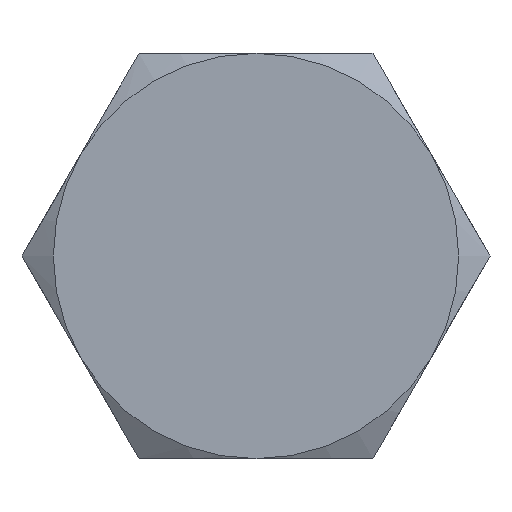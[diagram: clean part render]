
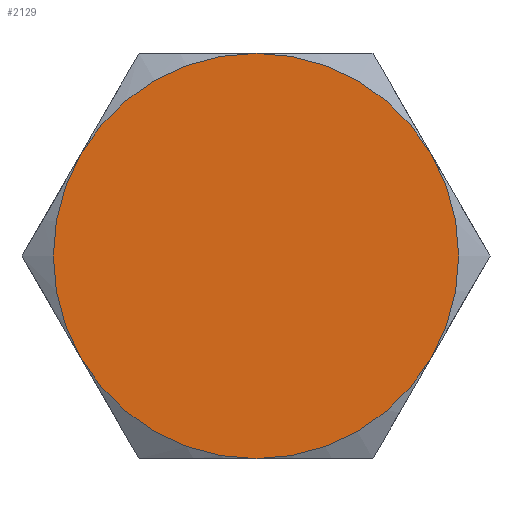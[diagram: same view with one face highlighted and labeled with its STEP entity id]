
A CAD part, front view. The second image highlights one B-rep face of the part: STEP entity #2129.
In plain terms, the highlighted planar face has unit normal (0, -1, 0).
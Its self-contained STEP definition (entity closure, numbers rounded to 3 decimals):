
#89=PLANE('',#2263);
#128=CIRCLE('',#2225,25.);
#129=CIRCLE('',#2227,25.);
#142=CIRCLE('',#2250,25.);
#143=CIRCLE('',#2252,25.);
#144=CIRCLE('',#2254,25.);
#145=CIRCLE('',#2256,25.);
#261=FACE_OUTER_BOUND('',#382,.T.);
#382=EDGE_LOOP('',(#1963,#1964,#1965,#1966,#1967,#1968));
#1001=VERTEX_POINT('',#7426);
#1002=VERTEX_POINT('',#7430);
#1003=VERTEX_POINT('',#7436);
#1004=VERTEX_POINT('',#7437);
#1017=VERTEX_POINT('',#7487);
#1019=VERTEX_POINT('',#7494);
#1298=EDGE_CURVE('',#1001,#1002,#128,.T.);
#1300=EDGE_CURVE('',#1003,#1004,#129,.T.);
#1321=EDGE_CURVE('',#1004,#1017,#142,.T.);
#1324=EDGE_CURVE('',#1019,#1003,#143,.T.);
#1328=EDGE_CURVE('',#1002,#1019,#144,.T.);
#1331=EDGE_CURVE('',#1017,#1001,#145,.T.);
#1963=ORIENTED_EDGE('',*,*,#1321,.F.);
#1964=ORIENTED_EDGE('',*,*,#1300,.F.);
#1965=ORIENTED_EDGE('',*,*,#1324,.F.);
#1966=ORIENTED_EDGE('',*,*,#1328,.F.);
#1967=ORIENTED_EDGE('',*,*,#1298,.F.);
#1968=ORIENTED_EDGE('',*,*,#1331,.F.);
#2129=ADVANCED_FACE('',(#261),#89,.T.);
#2225=AXIS2_PLACEMENT_3D('',#7431,#2602,#2603);
#2227=AXIS2_PLACEMENT_3D('',#7438,#2606,#2607);
#2250=AXIS2_PLACEMENT_3D('',#7488,#2657,#2658);
#2252=AXIS2_PLACEMENT_3D('',#7498,#2661,#2662);
#2254=AXIS2_PLACEMENT_3D('',#7510,#2665,#2666);
#2256=AXIS2_PLACEMENT_3D('',#7519,#2669,#2670);
#2263=AXIS2_PLACEMENT_3D('',#7544,#2695,#2696);
#2602=DIRECTION('center_axis',(0.,1.,0.));
#2603=DIRECTION('ref_axis',(-1.,0.,0.));
#2606=DIRECTION('center_axis',(0.,1.,0.));
#2607=DIRECTION('ref_axis',(-1.,0.,0.));
#2657=DIRECTION('center_axis',(0.,1.,0.));
#2658=DIRECTION('ref_axis',(-1.,0.,0.));
#2661=DIRECTION('center_axis',(0.,1.,0.));
#2662=DIRECTION('ref_axis',(-1.,0.,0.));
#2665=DIRECTION('center_axis',(0.,1.,0.));
#2666=DIRECTION('ref_axis',(-1.,0.,0.));
#2669=DIRECTION('center_axis',(0.,1.,0.));
#2670=DIRECTION('ref_axis',(-1.,0.,0.));
#2695=DIRECTION('center_axis',(0.,-1.,0.));
#2696=DIRECTION('ref_axis',(0.,0.,1.));
#7426=CARTESIAN_POINT('',(-41.851,0.,-12.5));
#7430=CARTESIAN_POINT('',(-41.851,0.,12.5));
#7431=CARTESIAN_POINT('Origin',(-20.2,0.,0.));
#7436=CARTESIAN_POINT('',(1.451,0.,12.5));
#7437=CARTESIAN_POINT('',(1.451,0.,-12.5));
#7438=CARTESIAN_POINT('Origin',(-20.2,0.,0.));
#7487=CARTESIAN_POINT('',(-20.2,0.,-25.));
#7488=CARTESIAN_POINT('Origin',(-20.2,0.,0.));
#7494=CARTESIAN_POINT('',(-20.2,0.,25.));
#7498=CARTESIAN_POINT('Origin',(-20.2,0.,0.));
#7510=CARTESIAN_POINT('Origin',(-20.2,0.,0.));
#7519=CARTESIAN_POINT('Origin',(-20.2,0.,0.));
#7544=CARTESIAN_POINT('Origin',(-20.2,0.,0.));
